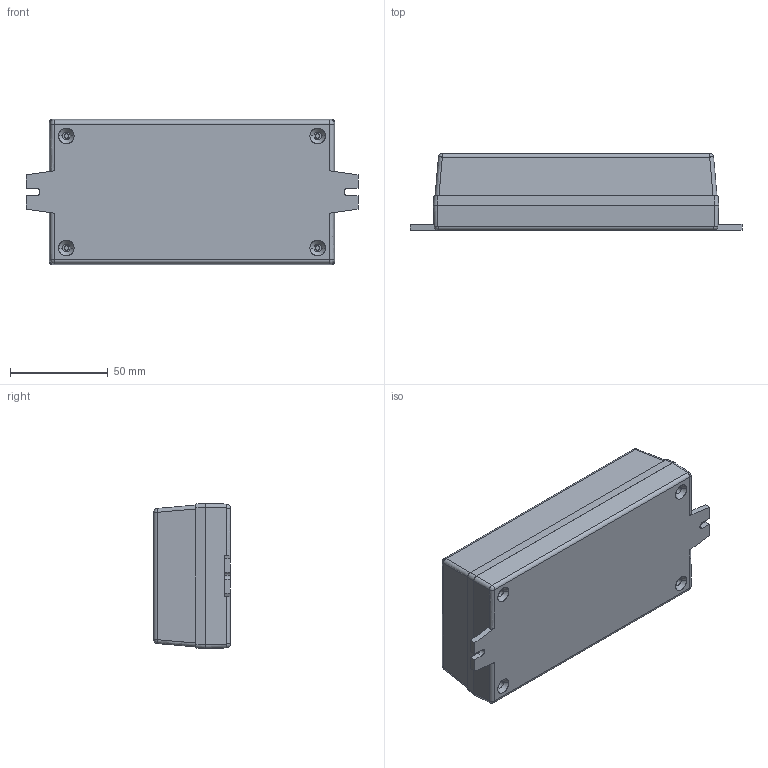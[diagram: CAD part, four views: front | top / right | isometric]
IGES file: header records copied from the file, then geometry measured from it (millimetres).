
Start section: SolidWorks IGES file using analytic representation for surfaces
Global section: file name: KMz 52.IGS; native system: SolidWorks 2010; preprocessor: SolidWorks 2010; author: user; date: 091120.110417; units: millimetre
Bounding box: 169.52 x 39.2 x 74.3 mm (x, y, z)
Surface area: 78584.6 mm2 (no closed solid volume)
Topology: 0 solids, 0 shells, 169 faces, 2592 edges, 2592 vertices
Faces by surface type: revolution 93, bspline 76
